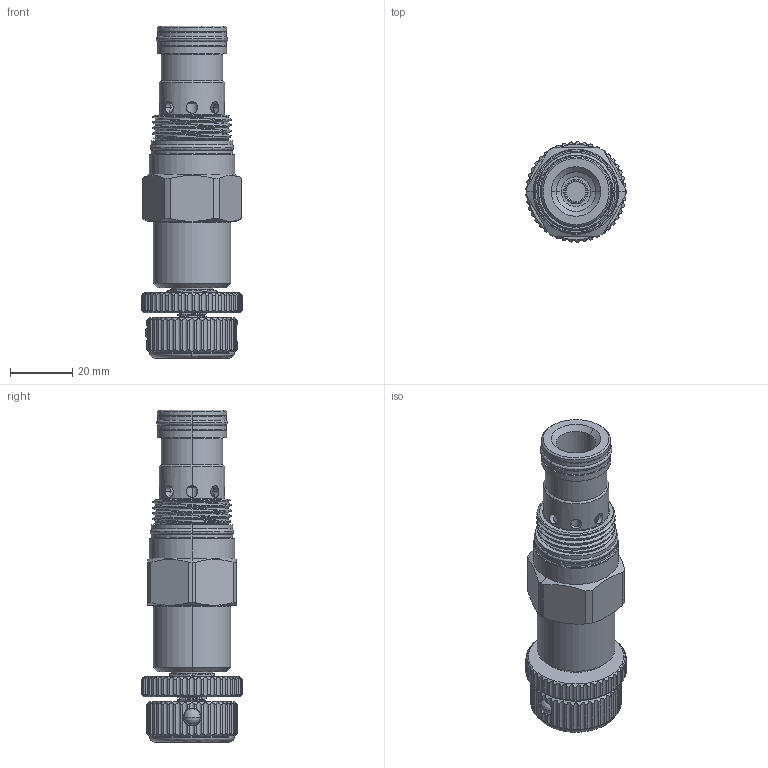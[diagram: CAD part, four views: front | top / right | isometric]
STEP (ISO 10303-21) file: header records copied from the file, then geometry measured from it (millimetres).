
FILE_DESCRIPTION (( 'STEP AP203' ), '1' );
FILE_NAME ('NV5A20-K.STEP', '2016-06-13T00:24:32', ( '' ), ( '' ), 'SwSTEP 2.0', 'SolidWorks 2012', '' );
FILE_SCHEMA (( 'CONFIG_CONTROL_DESIGN' ));
Length unit declared in the file: millimetre
Products named in the file (1): NV5A20-K
Bounding box: 32.18 x 32.2 x 106.59 mm (x, y, z)
Surface area: 19236 mm2 (no closed solid volume)
Topology: 0 solids, 12 shells, 741 faces, 2143 edges, 1369 vertices
Faces by surface type: cylinder 404, plane 192, cone 78, bspline 67
Entity records: 37872 total; most frequent: CARTESIAN_POINT 19871, ORIENTED_EDGE 4149, DIRECTION 3284, EDGE_CURVE 2101, VERTEX_POINT 1369, AXIS2_PLACEMENT_3D 1225, LINE 834, VECTOR 834
